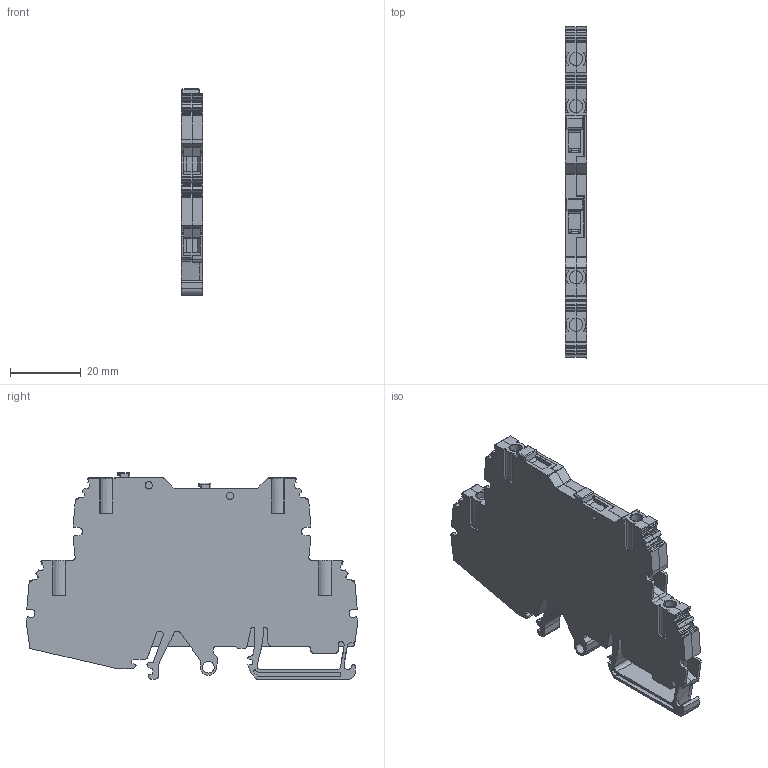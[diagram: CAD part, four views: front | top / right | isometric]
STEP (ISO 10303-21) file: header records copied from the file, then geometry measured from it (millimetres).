
FILE_DESCRIPTION(('CATIA V5R22 STEP214','CAx-IF Rec.Pracs.--- Model Styling and Organization---1.4--- 2014-01-23'),'2;1');
FILE_NAME ('D1462493_0', '2020-06-08T08:36:42+00:00', ('Weidmueller Interface'), ('Weidmueller'), 'CATIA Version 5-6 Release 2016 SP3 HF44', 'CATIA V5 STEP AP214', 'none');
FILE_SCHEMA(('AUTOMOTIVE_DESIGN { 1 0 10303 214 1 1 1 1 }'));
Length unit declared in the file: millimetre
Products named in the file (1): 2456030000_WDTR_2-5_O_STB
Bounding box: 6.15 x 94 x 58.55 mm (x, y, z)
Volume: 23075.5 mm3; surface area: 20174.5 mm2
Topology: 12 solids, 16 shells, 1224 faces, 3590 edges, 2391 vertices
Faces by surface type: plane 683, cylinder 480, extrusion 53, bspline 8
Entity records: 40739 total; most frequent: CARTESIAN_POINT 9604, ORIENTED_EDGE 7172, DIRECTION 5248, EDGE_CURVE 3586, VECTOR 2489, LINE 2436, VERTEX_POINT 2391, AXIS2_PLACEMENT_3D 1751
